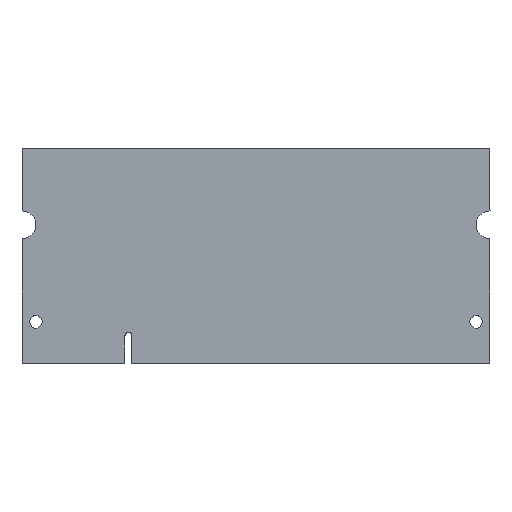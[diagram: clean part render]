
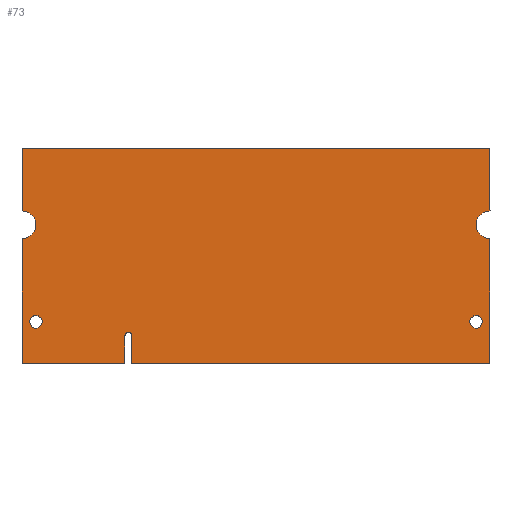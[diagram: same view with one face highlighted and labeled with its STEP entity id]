
A CAD part, top view. The second image highlights one B-rep face of the part: STEP entity #73.
In plain terms, the highlighted planar face has unit normal (0, 0, 1).
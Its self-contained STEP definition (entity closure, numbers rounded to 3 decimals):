
#38=FACE_BOUND('',#114,.T.);
#39=FACE_BOUND('',#115,.T.);
#40=FACE_BOUND('',#116,.T.);
#50=CIRCLE('',#333,0.5);
#52=CIRCLE('',#339,2.);
#53=CIRCLE('',#344,0.9);
#56=CIRCLE('',#348,2.);
#57=CIRCLE('',#350,0.9);
#73=ADVANCED_FACE('',(#38,#39,#40),#84,.F.);
#84=PLANE('',#353);
#114=EDGE_LOOP('',(#172,#173,#174,#175,#176,#177,#178,#179,#180,#181,#182,
#183));
#115=EDGE_LOOP('',(#184));
#116=EDGE_LOOP('',(#185));
#172=ORIENTED_EDGE('',*,*,#230,.T.);
#173=ORIENTED_EDGE('',*,*,#234,.T.);
#174=ORIENTED_EDGE('',*,*,#237,.T.);
#175=ORIENTED_EDGE('',*,*,#240,.T.);
#176=ORIENTED_EDGE('',*,*,#243,.T.);
#177=ORIENTED_EDGE('',*,*,#246,.T.);
#178=ORIENTED_EDGE('',*,*,#249,.T.);
#179=ORIENTED_EDGE('',*,*,#252,.T.);
#180=ORIENTED_EDGE('',*,*,#255,.T.);
#181=ORIENTED_EDGE('',*,*,#258,.T.);
#182=ORIENTED_EDGE('',*,*,#261,.T.);
#183=ORIENTED_EDGE('',*,*,#265,.T.);
#184=ORIENTED_EDGE('',*,*,#262,.F.);
#185=ORIENTED_EDGE('',*,*,#266,.F.);
#202=VERTEX_POINT('',#444);
#203=VERTEX_POINT('',#446);
#205=VERTEX_POINT('',#452);
#207=VERTEX_POINT('',#458);
#209=VERTEX_POINT('',#464);
#211=VERTEX_POINT('',#470);
#213=VERTEX_POINT('',#476);
#215=VERTEX_POINT('',#482);
#217=VERTEX_POINT('',#488);
#219=VERTEX_POINT('',#494);
#221=VERTEX_POINT('',#500);
#223=VERTEX_POINT('',#506);
#224=VERTEX_POINT('',#510);
#226=VERTEX_POINT('',#518);
#230=EDGE_CURVE('',#203,#202,#270,.T.);
#234=EDGE_CURVE('',#202,#205,#274,.T.);
#237=EDGE_CURVE('',#205,#207,#277,.T.);
#240=EDGE_CURVE('',#207,#209,#50,.T.);
#243=EDGE_CURVE('',#209,#211,#281,.T.);
#246=EDGE_CURVE('',#211,#213,#284,.T.);
#249=EDGE_CURVE('',#213,#215,#287,.T.);
#252=EDGE_CURVE('',#215,#217,#52,.T.);
#255=EDGE_CURVE('',#217,#219,#291,.T.);
#258=EDGE_CURVE('',#219,#221,#294,.T.);
#261=EDGE_CURVE('',#221,#223,#297,.T.);
#262=EDGE_CURVE('',#224,#224,#53,.T.);
#265=EDGE_CURVE('',#223,#203,#56,.T.);
#266=EDGE_CURVE('',#226,#226,#57,.T.);
#270=LINE('',#445,#300);
#274=LINE('',#453,#304);
#277=LINE('',#459,#307);
#281=LINE('',#471,#311);
#284=LINE('',#477,#314);
#287=LINE('',#483,#317);
#291=LINE('',#495,#321);
#294=LINE('',#501,#324);
#297=LINE('',#507,#327);
#300=VECTOR('',#359,1.);
#304=VECTOR('',#365,1.);
#307=VECTOR('',#370,1.);
#311=VECTOR('',#382,1.);
#314=VECTOR('',#387,1.);
#317=VECTOR('',#392,1.);
#321=VECTOR('',#404,1.);
#324=VECTOR('',#409,1.);
#327=VECTOR('',#414,1.);
#333=AXIS2_PLACEMENT_3D('',#465,#376,#377);
#339=AXIS2_PLACEMENT_3D('',#489,#398,#399);
#344=AXIS2_PLACEMENT_3D('',#509,#417,#418);
#348=AXIS2_PLACEMENT_3D('',#515,#425,#426);
#350=AXIS2_PLACEMENT_3D('',#517,#429,#430);
#353=AXIS2_PLACEMENT_3D('',#522,#435,#436);
#359=DIRECTION('',(0.,-1.,0.));
#365=DIRECTION('',(1.,0.,0.));
#370=DIRECTION('',(0.,1.,0.));
#376=DIRECTION('',(0.,0.,-1.));
#377=DIRECTION('',(1.,0.,0.));
#382=DIRECTION('',(0.,-1.,0.));
#387=DIRECTION('',(1.,0.,0.));
#392=DIRECTION('',(0.,1.,0.));
#398=DIRECTION('',(0.,0.,-1.));
#399=DIRECTION('',(1.,0.,0.));
#404=DIRECTION('',(0.,1.,0.));
#409=DIRECTION('',(-1.,0.,0.));
#414=DIRECTION('',(0.,-1.,0.));
#417=DIRECTION('',(0.,0.,1.));
#418=DIRECTION('',(1.,0.,0.));
#425=DIRECTION('',(0.,0.,-1.));
#426=DIRECTION('',(1.,0.,0.));
#429=DIRECTION('',(0.,0.,1.));
#430=DIRECTION('',(1.,0.,0.));
#435=DIRECTION('',(0.,0.,-1.));
#436=DIRECTION('',(-1.,0.,0.));
#444=CARTESIAN_POINT('',(0.,0.,1.));
#445=CARTESIAN_POINT('',(0.,18.,1.));
#446=CARTESIAN_POINT('',(0.,18.,1.));
#452=CARTESIAN_POINT('',(14.85,0.,1.));
#453=CARTESIAN_POINT('',(0.,0.,1.));
#458=CARTESIAN_POINT('',(14.85,4.,1.));
#459=CARTESIAN_POINT('',(14.85,0.,1.));
#464=CARTESIAN_POINT('',(15.85,4.,1.));
#465=CARTESIAN_POINT('',(15.35,4.,1.));
#470=CARTESIAN_POINT('',(15.85,0.,1.));
#471=CARTESIAN_POINT('',(15.85,4.,1.));
#476=CARTESIAN_POINT('',(67.5,0.,1.));
#477=CARTESIAN_POINT('',(15.85,0.,1.));
#482=CARTESIAN_POINT('',(67.5,18.,1.));
#483=CARTESIAN_POINT('',(67.5,0.,1.));
#488=CARTESIAN_POINT('',(67.5,22.,1.));
#489=CARTESIAN_POINT('',(67.5,20.,1.));
#494=CARTESIAN_POINT('',(67.5,31.,1.));
#495=CARTESIAN_POINT('',(67.5,22.,1.));
#500=CARTESIAN_POINT('',(0.,31.,1.));
#501=CARTESIAN_POINT('',(67.5,31.,1.));
#506=CARTESIAN_POINT('',(0.,22.,1.));
#507=CARTESIAN_POINT('',(0.,31.,1.));
#509=CARTESIAN_POINT('',(2.,6.,1.));
#510=CARTESIAN_POINT('',(2.9,6.,1.));
#515=CARTESIAN_POINT('',(0.,20.,1.));
#517=CARTESIAN_POINT('',(65.5,6.,1.));
#518=CARTESIAN_POINT('',(66.4,6.,1.));
#522=CARTESIAN_POINT('',(15.35,4.,1.));
